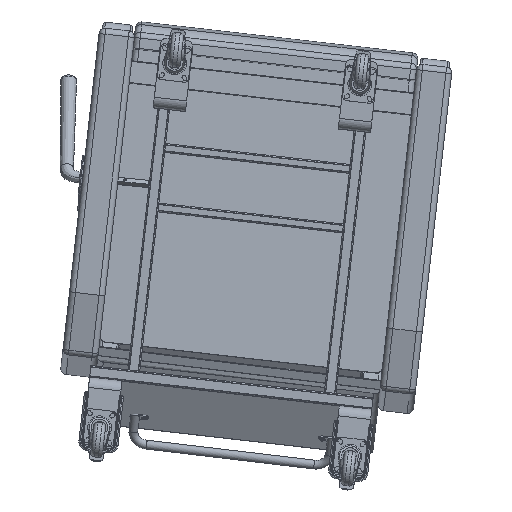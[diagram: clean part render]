
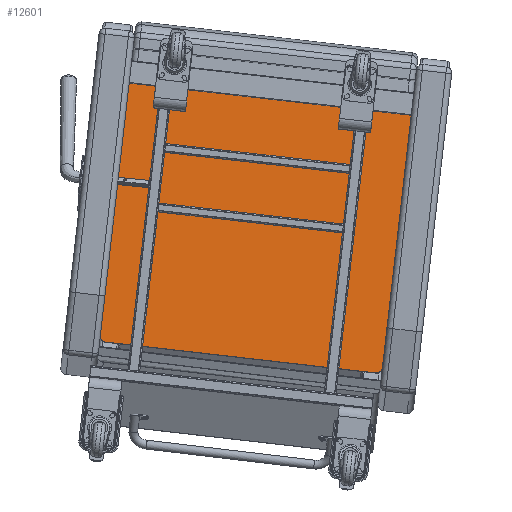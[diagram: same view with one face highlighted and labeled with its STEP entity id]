
A CAD part, front view. The second image highlights one B-rep face of the part: STEP entity #12601.
In plain terms, the highlighted face is planar.
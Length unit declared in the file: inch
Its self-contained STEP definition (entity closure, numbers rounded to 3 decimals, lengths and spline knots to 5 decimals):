
#531=PLANE('',#13755);
#1272=LINE('',#19840,#2178);
#1289=LINE('',#19951,#2195);
#1290=LINE('',#19953,#2196);
#1291=LINE('',#19954,#2197);
#2178=VECTOR('',#15655,0.3937);
#2195=VECTOR('',#15750,0.3937);
#2196=VECTOR('',#15751,0.3937);
#2197=VECTOR('',#15752,0.3937);
#3443=FACE_OUTER_BOUND('',#4253,.T.);
#4253=EDGE_LOOP('',(#9224,#9225,#9226,#9227,#9228,#9229));
#5139=CIRCLE('',#13691,0.5);
#5164=CIRCLE('',#13736,0.5);
#5806=VERTEX_POINT('',#19788);
#5807=VERTEX_POINT('',#19790);
#5823=VERTEX_POINT('',#19838);
#5836=VERTEX_POINT('',#19920);
#5843=VERTEX_POINT('',#19950);
#5844=VERTEX_POINT('',#19952);
#7079=EDGE_CURVE('',#5806,#5807,#5139,.T.);
#7104=EDGE_CURVE('',#5806,#5823,#1272,.T.);
#7128=EDGE_CURVE('',#5836,#5823,#5164,.T.);
#7142=EDGE_CURVE('',#5843,#5836,#1289,.T.);
#7143=EDGE_CURVE('',#5844,#5843,#1290,.T.);
#7144=EDGE_CURVE('',#5844,#5807,#1291,.T.);
#9224=ORIENTED_EDGE('',*,*,#7079,.F.);
#9225=ORIENTED_EDGE('',*,*,#7104,.T.);
#9226=ORIENTED_EDGE('',*,*,#7128,.F.);
#9227=ORIENTED_EDGE('',*,*,#7142,.F.);
#9228=ORIENTED_EDGE('',*,*,#7143,.F.);
#9229=ORIENTED_EDGE('',*,*,#7144,.T.);
#12601=ADVANCED_FACE('',(#3443),#531,.T.);
#13691=AXIS2_PLACEMENT_3D('',#19791,#15596,#15597);
#13736=AXIS2_PLACEMENT_3D('',#19922,#15708,#15709);
#13755=AXIS2_PLACEMENT_3D('',#19949,#15748,#15749);
#15596=DIRECTION('center_axis',(0.,1.,0.));
#15597=DIRECTION('ref_axis',(-0.707,0.,-0.707));
#15655=DIRECTION('',(1.,0.,0.));
#15708=DIRECTION('center_axis',(0.,1.,0.));
#15709=DIRECTION('ref_axis',(0.707,0.,-0.707));
#15748=DIRECTION('center_axis',(0.,-1.,0.));
#15749=DIRECTION('ref_axis',(0.,0.,-1.));
#15750=DIRECTION('',(0.,0.,-1.));
#15751=DIRECTION('',(1.,0.,0.));
#15752=DIRECTION('',(0.,0.,-1.));
#19788=CARTESIAN_POINT('',(0.5,0.,0.));
#19790=CARTESIAN_POINT('',(0.,0.,0.5));
#19791=CARTESIAN_POINT('Origin',(0.5,0.,0.5));
#19838=CARTESIAN_POINT('',(23.5,0.,0.));
#19840=CARTESIAN_POINT('',(0.,0.,0.));
#19920=CARTESIAN_POINT('',(24.,0.,0.5));
#19922=CARTESIAN_POINT('Origin',(23.5,0.,0.5));
#19949=CARTESIAN_POINT('Origin',(0.,0.,22.));
#19950=CARTESIAN_POINT('',(24.,0.,22.));
#19951=CARTESIAN_POINT('',(24.,0.,22.));
#19952=CARTESIAN_POINT('',(0.,0.,22.));
#19953=CARTESIAN_POINT('',(0.,0.,22.));
#19954=CARTESIAN_POINT('',(0.,0.,22.));
